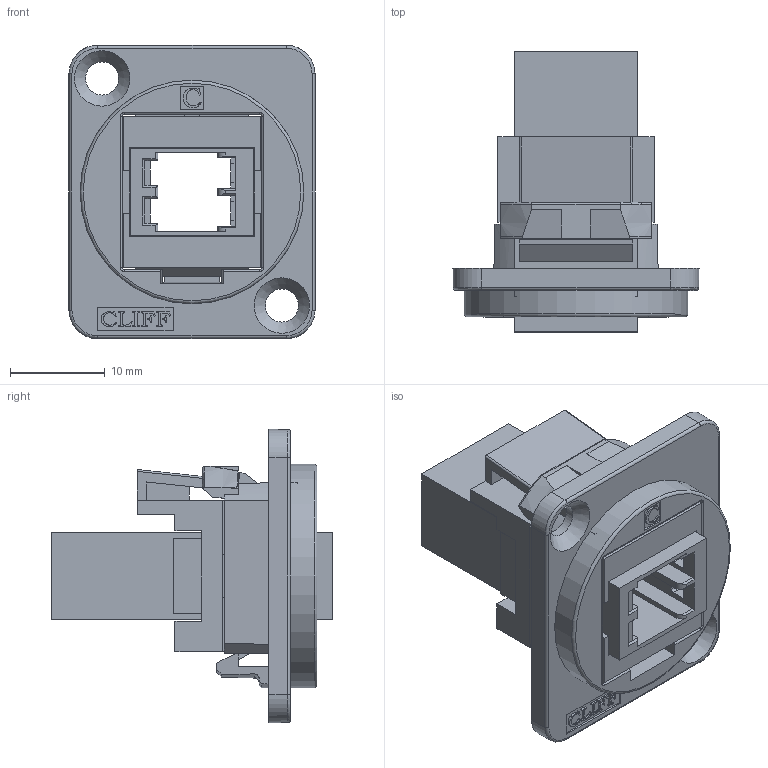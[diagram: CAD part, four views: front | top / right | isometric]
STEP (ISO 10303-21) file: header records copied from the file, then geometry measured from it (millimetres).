
FILE_DESCRIPTION(/* description */ (''),/* implementation_level */ '2;1');
FILE_NAME(/* name */ 'CP30244MB.stp',/* time_stamp */ '2025-09-26T10:31:23+01:00',/* author */ ('TOttley'),/* organization */ (''),/* preprocessor_version */ 'ST-DEVELOPER v20',/* originating_system */ 'Autodesk Inventor 2025',/* authorisation */ '');
FILE_SCHEMA (('AUTOMOTIVE_DESIGN { 1 0 10303 214 3 1 1 }'));
Length unit declared in the file: millimetre
Products named in the file (1): Part10
Bounding box: 26 x 29.6 x 31 mm (x, y, z)
Volume: 4859.7 mm3; surface area: 7800.9 mm2
Topology: 3 solids, 3 shells, 459 faces, 1293 edges, 848 vertices
Faces by surface type: plane 329, bspline 57, cylinder 53, cone 12, torus 8
Full cylindrical faces by diameter (mm): 3.5 x2
Entity records: 16052 total; most frequent: CARTESIAN_POINT 3906, ORIENTED_EDGE 2586, DIRECTION 2144, EDGE_CURVE 1293, LINE 992, VECTOR 992, VERTEX_POINT 848, AXIS2_PLACEMENT_3D 576
